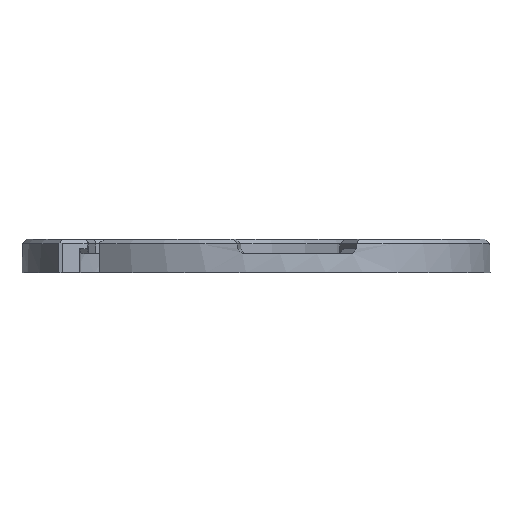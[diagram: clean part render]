
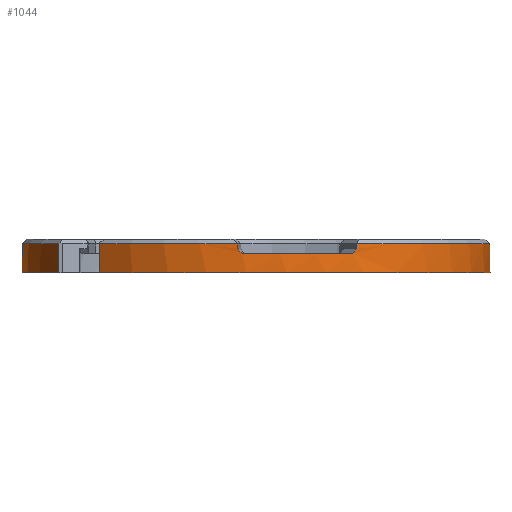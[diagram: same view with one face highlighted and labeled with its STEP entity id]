
A CAD part, front view. The second image highlights one B-rep face of the part: STEP entity #1044.
In plain terms, the highlighted cylindrical face has radius 24.25 mm (diameter 48.5 mm), a partial arc.
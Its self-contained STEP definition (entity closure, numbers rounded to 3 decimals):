
#61=ELLIPSE('',#1155,34.295,24.25);
#62=ELLIPSE('',#1157,34.295,24.25);
#63=ELLIPSE('',#1159,34.295,24.25);
#64=ELLIPSE('',#1160,34.295,24.25);
#65=ELLIPSE('',#1162,34.295,24.25);
#66=ELLIPSE('',#1163,34.295,24.25);
#73=CYLINDRICAL_SURFACE('',#1152,24.25);
#96=LINE('',#1651,#178);
#100=LINE('',#1659,#182);
#106=LINE('',#1674,#188);
#110=LINE('',#1682,#192);
#117=LINE('',#1712,#199);
#118=LINE('',#1716,#200);
#119=LINE('',#1725,#201);
#120=LINE('',#1729,#202);
#178=VECTOR('',#1306,1000.);
#182=VECTOR('',#1312,1000.);
#188=VECTOR('',#1326,1000.);
#192=VECTOR('',#1332,1000.);
#199=VECTOR('',#1361,1000.);
#200=VECTOR('',#1364,1000.);
#201=VECTOR('',#1373,1000.);
#202=VECTOR('',#1376,1000.);
#336=ORIENTED_EDGE('',*,*,#574,.T.);
#337=ORIENTED_EDGE('',*,*,#633,.T.);
#338=ORIENTED_EDGE('',*,*,#634,.T.);
#339=ORIENTED_EDGE('',*,*,#635,.T.);
#340=ORIENTED_EDGE('',*,*,#636,.T.);
#341=ORIENTED_EDGE('',*,*,#604,.T.);
#342=ORIENTED_EDGE('',*,*,#637,.T.);
#343=ORIENTED_EDGE('',*,*,#638,.F.);
#344=ORIENTED_EDGE('',*,*,#639,.T.);
#345=ORIENTED_EDGE('',*,*,#640,.F.);
#346=ORIENTED_EDGE('',*,*,#641,.T.);
#347=ORIENTED_EDGE('',*,*,#642,.T.);
#348=ORIENTED_EDGE('',*,*,#643,.T.);
#349=ORIENTED_EDGE('',*,*,#613,.F.);
#350=ORIENTED_EDGE('',*,*,#644,.T.);
#351=ORIENTED_EDGE('',*,*,#620,.F.);
#352=ORIENTED_EDGE('',*,*,#645,.T.);
#353=ORIENTED_EDGE('',*,*,#616,.T.);
#354=ORIENTED_EDGE('',*,*,#646,.T.);
#355=ORIENTED_EDGE('',*,*,#601,.F.);
#356=ORIENTED_EDGE('',*,*,#647,.T.);
#357=ORIENTED_EDGE('',*,*,#608,.F.);
#574=EDGE_CURVE('',#727,#726,#818,.T.);
#601=EDGE_CURVE('',#751,#752,#827,.T.);
#604=EDGE_CURVE('',#754,#753,#96,.T.);
#608=EDGE_CURVE('',#727,#757,#100,.T.);
#613=EDGE_CURVE('',#759,#760,#829,.T.);
#616=EDGE_CURVE('',#762,#761,#106,.T.);
#620=EDGE_CURVE('',#765,#766,#110,.T.);
#633=EDGE_CURVE('',#726,#777,#117,.T.);
#634=EDGE_CURVE('',#777,#778,#836,.T.);
#635=EDGE_CURVE('',#778,#779,#118,.F.);
#636=EDGE_CURVE('',#779,#754,#837,.T.);
#637=EDGE_CURVE('',#753,#780,#61,.T.);
#638=EDGE_CURVE('',#781,#780,#838,.T.);
#639=EDGE_CURVE('',#781,#782,#62,.T.);
#640=EDGE_CURVE('',#783,#782,#119,.T.);
#641=EDGE_CURVE('',#783,#784,#839,.T.);
#642=EDGE_CURVE('',#784,#785,#120,.T.);
#643=EDGE_CURVE('',#785,#760,#63,.T.);
#644=EDGE_CURVE('',#759,#766,#64,.T.);
#645=EDGE_CURVE('',#765,#762,#840,.T.);
#646=EDGE_CURVE('',#761,#752,#65,.T.);
#647=EDGE_CURVE('',#751,#757,#66,.T.);
#726=VERTEX_POINT('',#1587);
#727=VERTEX_POINT('',#1589);
#751=VERTEX_POINT('',#1644);
#752=VERTEX_POINT('',#1646);
#753=VERTEX_POINT('',#1650);
#754=VERTEX_POINT('',#1652);
#757=VERTEX_POINT('',#1660);
#759=VERTEX_POINT('',#1667);
#760=VERTEX_POINT('',#1669);
#761=VERTEX_POINT('',#1673);
#762=VERTEX_POINT('',#1675);
#765=VERTEX_POINT('',#1683);
#766=VERTEX_POINT('',#1684);
#777=VERTEX_POINT('',#1713);
#778=VERTEX_POINT('',#1715);
#779=VERTEX_POINT('',#1717);
#780=VERTEX_POINT('',#1720);
#781=VERTEX_POINT('',#1722);
#782=VERTEX_POINT('',#1724);
#783=VERTEX_POINT('',#1726);
#784=VERTEX_POINT('',#1728);
#785=VERTEX_POINT('',#1730);
#818=CIRCLE('',#1115,24.25);
#827=CIRCLE('',#1134,24.25);
#829=CIRCLE('',#1139,24.25);
#836=CIRCLE('',#1153,24.25);
#837=CIRCLE('',#1154,24.25);
#838=CIRCLE('',#1156,24.25);
#839=CIRCLE('',#1158,24.25);
#840=CIRCLE('',#1161,24.25);
#871=EDGE_LOOP('',(#336,#337,#338,#339,#340,#341,#342,#343,#344,#345,#346,
#347,#348,#349,#350,#351,#352,#353,#354,#355,#356,#357));
#939=FACE_BOUND('',#871,.T.);
#1044=ADVANCED_FACE('',(#939),#73,.T.);
#1115=AXIS2_PLACEMENT_3D('',#1588,#1253,#1254);
#1134=AXIS2_PLACEMENT_3D('',#1645,#1300,#1301);
#1139=AXIS2_PLACEMENT_3D('',#1668,#1320,#1321);
#1152=AXIS2_PLACEMENT_3D('',#1711,#1359,#1360);
#1153=AXIS2_PLACEMENT_3D('',#1714,#1362,#1363);
#1154=AXIS2_PLACEMENT_3D('',#1718,#1365,#1366);
#1155=AXIS2_PLACEMENT_3D('',#1719,#1367,#1368);
#1156=AXIS2_PLACEMENT_3D('',#1721,#1369,#1370);
#1157=AXIS2_PLACEMENT_3D('',#1723,#1371,#1372);
#1158=AXIS2_PLACEMENT_3D('',#1727,#1374,#1375);
#1159=AXIS2_PLACEMENT_3D('',#1731,#1377,#1378);
#1160=AXIS2_PLACEMENT_3D('',#1732,#1379,#1380);
#1161=AXIS2_PLACEMENT_3D('',#1733,#1381,#1382);
#1162=AXIS2_PLACEMENT_3D('',#1734,#1383,#1384);
#1163=AXIS2_PLACEMENT_3D('',#1735,#1385,#1386);
#1253=DIRECTION('',(0.,0.,-1.));
#1254=DIRECTION('',(-1.,0.,0.));
#1300=DIRECTION('',(0.,0.,1.));
#1301=DIRECTION('',(1.,0.,0.));
#1306=DIRECTION('',(0.,0.,-1.));
#1312=DIRECTION('',(0.,0.,-1.));
#1320=DIRECTION('',(0.,0.,1.));
#1321=DIRECTION('',(1.,0.,0.));
#1326=DIRECTION('',(0.,0.,-1.));
#1332=DIRECTION('',(0.,0.,-1.));
#1359=DIRECTION('',(0.,0.,-1.));
#1360=DIRECTION('',(-0.824,0.567,0.));
#1361=DIRECTION('',(0.,0.,-1.));
#1362=DIRECTION('',(0.,0.,1.));
#1363=DIRECTION('',(1.,0.,0.));
#1364=DIRECTION('',(0.,0.,-1.));
#1365=DIRECTION('',(0.,0.,-1.));
#1366=DIRECTION('',(-1.,0.,0.));
#1367=DIRECTION('',(-0.056,-0.705,-0.707));
#1368=DIRECTION('',(0.056,0.705,-0.707));
#1369=DIRECTION('',(0.,0.,1.));
#1370=DIRECTION('',(1.,0.,0.));
#1371=DIRECTION('',(0.401,0.582,-0.707));
#1372=DIRECTION('',(-0.401,-0.582,-0.707));
#1373=DIRECTION('',(0.,0.,-1.));
#1374=DIRECTION('',(0.,0.,-1.));
#1375=DIRECTION('',(-1.,0.,0.));
#1376=DIRECTION('',(0.,0.,-1.));
#1377=DIRECTION('',(-0.582,0.401,-0.707));
#1378=DIRECTION('',(0.582,-0.401,-0.707));
#1379=DIRECTION('',(0.304,-0.638,-0.707));
#1380=DIRECTION('',(-0.304,0.638,-0.707));
#1381=DIRECTION('',(0.,0.,-1.));
#1382=DIRECTION('',(-1.,0.,0.));
#1383=DIRECTION('',(0.638,0.304,-0.707));
#1384=DIRECTION('',(-0.638,-0.304,-0.707));
#1385=DIRECTION('',(-0.705,0.056,-0.707));
#1386=DIRECTION('',(0.705,-0.056,-0.707));
#1587=CARTESIAN_POINT('',(-16.164,-18.077,-17.5));
#1588=CARTESIAN_POINT('',(0.,0.,-17.5));
#1589=CARTESIAN_POINT('',(-1.924,-24.174,-17.5));
#1644=CARTESIAN_POINT('',(-1.425,-24.208,-18.5));
#1645=CARTESIAN_POINT('',(0.,0.,-18.5));
#1646=CARTESIAN_POINT('',(9.967,-22.107,-18.5));
#1650=CARTESIAN_POINT('',(-24.174,1.924,-18.));
#1651=CARTESIAN_POINT('',(-24.174,1.924,-19.));
#1652=CARTESIAN_POINT('',(-24.174,1.924,-17.5));
#1659=CARTESIAN_POINT('',(-1.924,-24.174,-19.));
#1660=CARTESIAN_POINT('',(-1.924,-24.174,-18.));
#1667=CARTESIAN_POINT('',(21.677,10.87,-18.5));
#1668=CARTESIAN_POINT('',(0.,0.,-18.5));
#1669=CARTESIAN_POINT('',(14.162,19.685,-18.5));
#1673=CARTESIAN_POINT('',(10.421,-21.897,-18.));
#1674=CARTESIAN_POINT('',(10.421,-21.897,-19.));
#1675=CARTESIAN_POINT('',(10.421,-21.897,-17.5));
#1682=CARTESIAN_POINT('',(21.897,10.421,-19.));
#1683=CARTESIAN_POINT('',(21.897,10.421,-17.5));
#1684=CARTESIAN_POINT('',(21.897,10.421,-18.));
#1711=CARTESIAN_POINT('',(0.,0.,-19.));
#1712=CARTESIAN_POINT('',(-16.164,-18.077,-19.));
#1713=CARTESIAN_POINT('',(-16.164,-18.077,-20.5));
#1714=CARTESIAN_POINT('',(0.,0.,-20.5));
#1715=CARTESIAN_POINT('',(-20.406,-13.102,-20.5));
#1716=CARTESIAN_POINT('',(-20.406,-13.102,-19.));
#1717=CARTESIAN_POINT('',(-20.406,-13.102,-17.5));
#1718=CARTESIAN_POINT('',(0.,0.,-17.5));
#1719=CARTESIAN_POINT('',(0.,0.,-18.));
#1720=CARTESIAN_POINT('',(-24.129,2.422,-18.5));
#1721=CARTESIAN_POINT('',(0.,0.,-18.5));
#1722=CARTESIAN_POINT('',(-20.252,13.338,-18.5));
#1723=CARTESIAN_POINT('',(0.,0.,-18.));
#1724=CARTESIAN_POINT('',(-19.973,13.753,-18.));
#1725=CARTESIAN_POINT('',(-19.973,13.753,-19.));
#1726=CARTESIAN_POINT('',(-19.973,13.753,-17.5));
#1727=CARTESIAN_POINT('',(0.,0.,-17.5));
#1728=CARTESIAN_POINT('',(13.753,19.973,-17.5));
#1729=CARTESIAN_POINT('',(13.753,19.973,-19.));
#1730=CARTESIAN_POINT('',(13.753,19.973,-18.));
#1731=CARTESIAN_POINT('',(0.,0.,-18.));
#1732=CARTESIAN_POINT('',(0.,0.,-18.));
#1733=CARTESIAN_POINT('',(0.,0.,-17.5));
#1734=CARTESIAN_POINT('',(0.,0.,-18.));
#1735=CARTESIAN_POINT('',(0.,0.,-18.));
